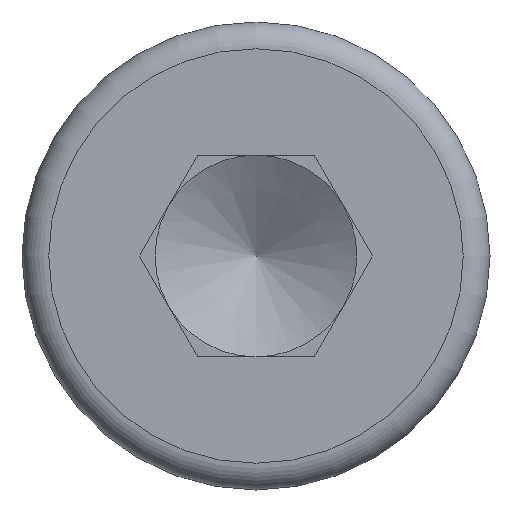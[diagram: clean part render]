
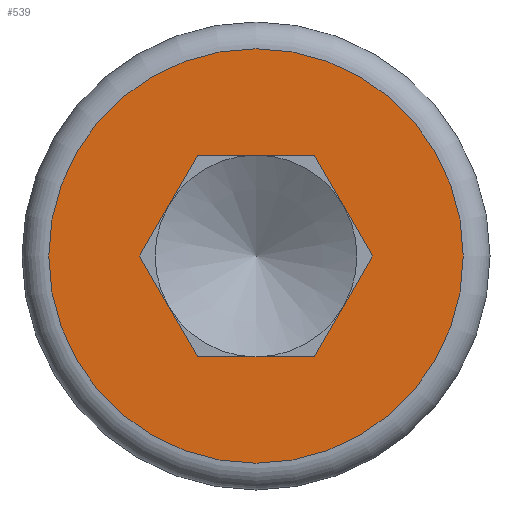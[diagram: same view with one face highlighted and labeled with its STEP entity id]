
A CAD part, left-side view. The second image highlights one B-rep face of the part: STEP entity #539.
In plain terms, the highlighted planar face has unit normal (-1, 0, 0).
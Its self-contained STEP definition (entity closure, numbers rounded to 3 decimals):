
#15 = LINE ( 'NONE', #705, #1188 ) ;
#47 = DIRECTION ( 'NONE',  ( 0., 0., 1. ) ) ;
#48 = CARTESIAN_POINT ( 'NONE',  ( 0., -0.872, -1.51 ) ) ;
#54 = PLANE ( 'NONE',  #1365 ) ;
#74 = CARTESIAN_POINT ( 'NONE',  ( 0., 0.872, -1.51 ) ) ;
#80 = ORIENTED_EDGE ( 'NONE', *, *, #1332, .F. ) ;
#88 = VERTEX_POINT ( 'NONE', #764 ) ;
#107 = VERTEX_POINT ( 'NONE', #884 ) ;
#108 = VECTOR ( 'NONE', #947, 1000. ) ;
#111 = DIRECTION ( 'NONE',  ( 0., -0.5, -0.866 ) ) ;
#146 = CARTESIAN_POINT ( 'NONE',  ( 0., 1.744, 0. ) ) ;
#148 = CARTESIAN_POINT ( 'NONE',  ( 0., 0., 0. ) ) ;
#172 = FACE_OUTER_BOUND ( 'NONE', #1452, .T. ) ;
#183 = VECTOR ( 'NONE', #395, 1000. ) ;
#345 = EDGE_CURVE ( 'NONE', #107, #1352, #15, .T. ) ;
#346 = VERTEX_POINT ( 'NONE', #924 ) ;
#351 = EDGE_CURVE ( 'NONE', #107, #88, #1262, .T. ) ;
#394 = VECTOR ( 'NONE', #811, 1000. ) ;
#395 = DIRECTION ( 'NONE',  ( 0., 0.5, -0.866 ) ) ;
#410 = CARTESIAN_POINT ( 'NONE',  ( 0., 0.872, -1.51 ) ) ;
#480 = VERTEX_POINT ( 'NONE', #1042 ) ;
#496 = CARTESIAN_POINT ( 'NONE',  ( 0., -1.744, 0. ) ) ;
#512 = EDGE_CURVE ( 'NONE', #480, #480, #578, .T. ) ;
#520 = ORIENTED_EDGE ( 'NONE', *, *, #937, .T. ) ;
#539 = ADVANCED_FACE ( 'NONE', ( #596, #172 ), #54, .T. ) ;
#578 = CIRCLE ( 'NONE', #888, 3.1 ) ;
#596 = FACE_BOUND ( 'NONE', #1305, .T. ) ;
#611 = DIRECTION ( 'NONE',  ( -1., 0., 0. ) ) ;
#614 = LINE ( 'NONE', #496, #183 ) ;
#628 = LINE ( 'NONE', #74, #108 ) ;
#663 = ORIENTED_EDGE ( 'NONE', *, *, #512, .T. ) ;
#705 = CARTESIAN_POINT ( 'NONE',  ( 0., 1.744, 0. ) ) ;
#743 = EDGE_CURVE ( 'NONE', #1459, #88, #1172, .T. ) ;
#764 = CARTESIAN_POINT ( 'NONE',  ( 0., 0.872, 1.51 ) ) ;
#790 = VERTEX_POINT ( 'NONE', #48 ) ;
#811 = DIRECTION ( 'NONE',  ( 0., 1., 0. ) ) ;
#816 = DIRECTION ( 'NONE',  ( 0., -0.5, 0.866 ) ) ;
#884 = CARTESIAN_POINT ( 'NONE',  ( 0., 1.744, 0. ) ) ;
#888 = AXIS2_PLACEMENT_3D ( 'NONE', #148, #1055, #47 ) ;
#924 = CARTESIAN_POINT ( 'NONE',  ( 0., -1.744, 0. ) ) ;
#937 = EDGE_CURVE ( 'NONE', #1459, #346, #1347, .T. ) ;
#941 = CARTESIAN_POINT ( 'NONE',  ( 0., -0.872, 1.51 ) ) ;
#947 = DIRECTION ( 'NONE',  ( 0., -1., 0. ) ) ;
#954 = CARTESIAN_POINT ( 'NONE',  ( 0., -0.872, 1.51 ) ) ;
#1042 = CARTESIAN_POINT ( 'NONE',  ( 0., 0., 3.1 ) ) ;
#1055 = DIRECTION ( 'NONE',  ( -1., 0., 0. ) ) ;
#1078 = ORIENTED_EDGE ( 'NONE', *, *, #351, .T. ) ;
#1171 = DIRECTION ( 'NONE',  ( 0., 0., 1. ) ) ;
#1172 = LINE ( 'NONE', #954, #394 ) ;
#1188 = VECTOR ( 'NONE', #1375, 1000. ) ;
#1200 = VECTOR ( 'NONE', #111, 1000. ) ;
#1212 = CARTESIAN_POINT ( 'NONE',  ( 0., -0.872, 1.51 ) ) ;
#1214 = ORIENTED_EDGE ( 'NONE', *, *, #1288, .T. ) ;
#1229 = ORIENTED_EDGE ( 'NONE', *, *, #345, .F. ) ;
#1262 = LINE ( 'NONE', #146, #1457 ) ;
#1288 = EDGE_CURVE ( 'NONE', #346, #790, #614, .T. ) ;
#1297 = CARTESIAN_POINT ( 'NONE',  ( 0., 0., 0. ) ) ;
#1305 = EDGE_LOOP ( 'NONE', ( #1078, #1364, #520, #1214, #80, #1229 ) ) ;
#1332 = EDGE_CURVE ( 'NONE', #1352, #790, #628, .T. ) ;
#1347 = LINE ( 'NONE', #1212, #1200 ) ;
#1352 = VERTEX_POINT ( 'NONE', #410 ) ;
#1364 = ORIENTED_EDGE ( 'NONE', *, *, #743, .F. ) ;
#1365 = AXIS2_PLACEMENT_3D ( 'NONE', #1297, #611, #1171 ) ;
#1375 = DIRECTION ( 'NONE',  ( 0., -0.5, -0.866 ) ) ;
#1452 = EDGE_LOOP ( 'NONE', ( #663 ) ) ;
#1457 = VECTOR ( 'NONE', #816, 1000. ) ;
#1459 = VERTEX_POINT ( 'NONE', #941 ) ;
